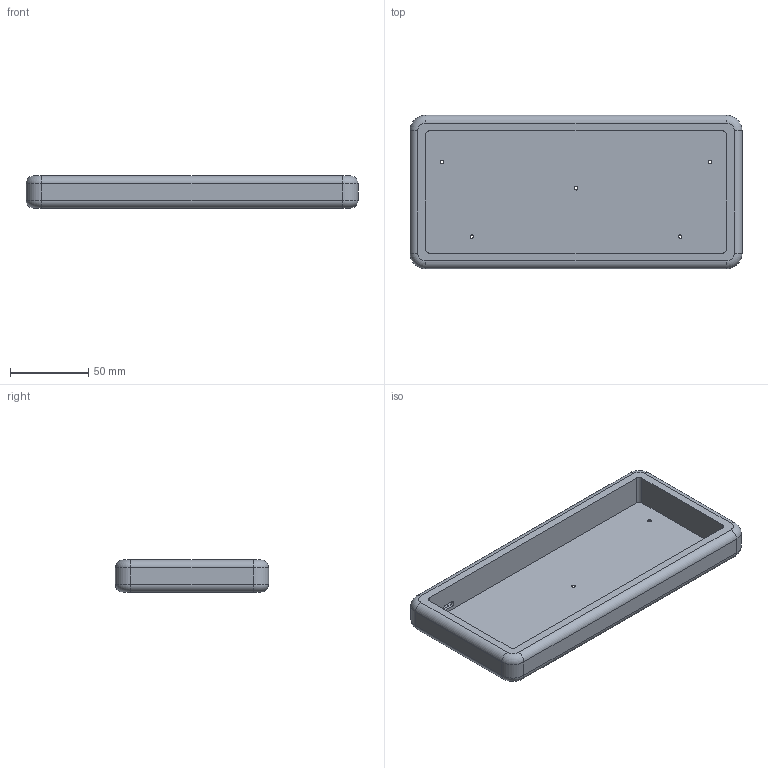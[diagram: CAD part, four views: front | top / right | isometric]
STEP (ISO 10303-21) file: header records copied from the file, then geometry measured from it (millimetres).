
FILE_DESCRIPTION(('HOOPS Exchange Step'),'2;1');
FILE_NAME('temp_export','2024-07-18T14:14:45-04:00',('jscotto'),('Shapr3D Limited'),'HOOPS Exchange 2024.2','Shapr3D','Authorized');
FILE_SCHEMA( ('AUTOMOTIVE_DESIGN { 1 0 10303 214 1 1 1 1 }') );
Length unit declared in the file: millimetre
Products named in the file (1): Case
Bounding box: 212.5 x 98.2 x 20.6 mm (x, y, z)
Volume: 128834.6 mm3; surface area: 62080.5 mm2
Topology: 1 solids, 1 shells, 54 faces, 147 edges, 96 vertices
Faces by surface type: cylinder 25, plane 16, torus 8, cone 5
Full cylindrical faces by diameter (mm): 2.2 x5
Entity records: 1833 total; most frequent: CARTESIAN_POINT 346, DIRECTION 333, ORIENTED_EDGE 294, EDGE_CURVE 147, AXIS2_PLACEMENT_3D 133, VERTEX_POINT 96, CIRCLE 78, VECTOR 67
